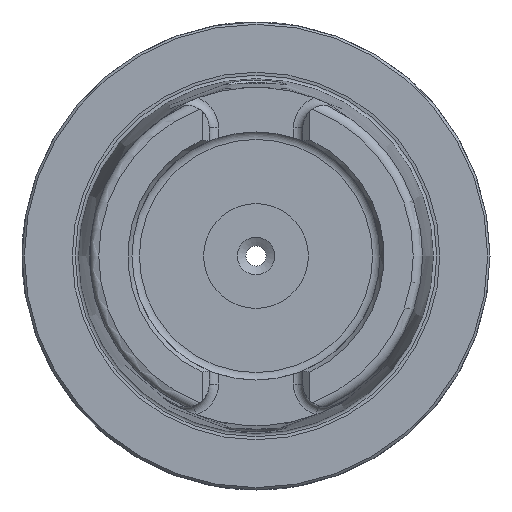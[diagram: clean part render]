
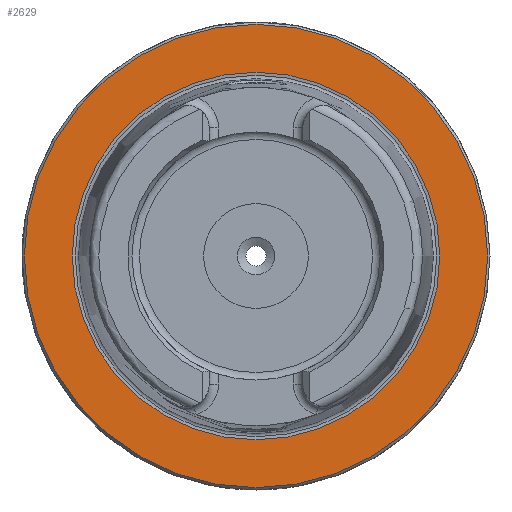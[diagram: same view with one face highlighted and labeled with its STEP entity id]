
A CAD part, left-side view. The second image highlights one B-rep face of the part: STEP entity #2629.
In plain terms, the highlighted planar face has unit normal (-1, 0, 0).
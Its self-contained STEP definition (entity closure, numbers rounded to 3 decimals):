
#127=FACE_BOUND('',#697,.T.);
#163=PLANE('',#3005);
#552=FACE_OUTER_BOUND('',#696,.T.);
#696=EDGE_LOOP('',(#2419,#2420));
#697=EDGE_LOOP('',(#2421,#2422));
#922=CIRCLE('',#3003,39.275);
#923=CIRCLE('',#3004,39.275);
#924=CIRCLE('',#3006,49.5);
#925=CIRCLE('',#3007,49.5);
#1217=VERTEX_POINT('',#5559);
#1218=VERTEX_POINT('',#5561);
#1219=VERTEX_POINT('',#5565);
#1220=VERTEX_POINT('',#5566);
#1624=EDGE_CURVE('',#1218,#1217,#922,.T.);
#1625=EDGE_CURVE('',#1217,#1218,#923,.T.);
#1626=EDGE_CURVE('',#1219,#1220,#924,.T.);
#1627=EDGE_CURVE('',#1220,#1219,#925,.T.);
#2419=ORIENTED_EDGE('',*,*,#1626,.F.);
#2420=ORIENTED_EDGE('',*,*,#1627,.F.);
#2421=ORIENTED_EDGE('',*,*,#1624,.T.);
#2422=ORIENTED_EDGE('',*,*,#1625,.T.);
#2629=ADVANCED_FACE('',(#552,#127),#163,.T.);
#3003=AXIS2_PLACEMENT_3D('',#5562,#3825,#3826);
#3004=AXIS2_PLACEMENT_3D('',#5563,#3827,#3828);
#3005=AXIS2_PLACEMENT_3D('',#5564,#3829,#3830);
#3006=AXIS2_PLACEMENT_3D('',#5567,#3831,#3832);
#3007=AXIS2_PLACEMENT_3D('',#5568,#3833,#3834);
#3825=DIRECTION('center_axis',(1.,0.,0.));
#3826=DIRECTION('ref_axis',(0.,0.,-1.));
#3827=DIRECTION('center_axis',(1.,0.,0.));
#3828=DIRECTION('ref_axis',(0.,0.,-1.));
#3829=DIRECTION('center_axis',(-1.,0.,0.));
#3830=DIRECTION('ref_axis',(0.,0.,1.));
#3831=DIRECTION('center_axis',(1.,0.,0.));
#3832=DIRECTION('ref_axis',(0.,0.,-1.));
#3833=DIRECTION('center_axis',(1.,0.,0.));
#3834=DIRECTION('ref_axis',(0.,0.,-1.));
#5559=CARTESIAN_POINT('',(0.,-39.275,0.));
#5561=CARTESIAN_POINT('',(0.,39.275,0.));
#5562=CARTESIAN_POINT('Origin',(0.,0.,0.));
#5563=CARTESIAN_POINT('Origin',(0.,0.,0.));
#5564=CARTESIAN_POINT('Origin',(0.,49.5,0.));
#5565=CARTESIAN_POINT('',(0.,49.5,0.));
#5566=CARTESIAN_POINT('',(0.,-49.5,0.));
#5567=CARTESIAN_POINT('Origin',(0.,0.,0.));
#5568=CARTESIAN_POINT('Origin',(0.,0.,0.));
